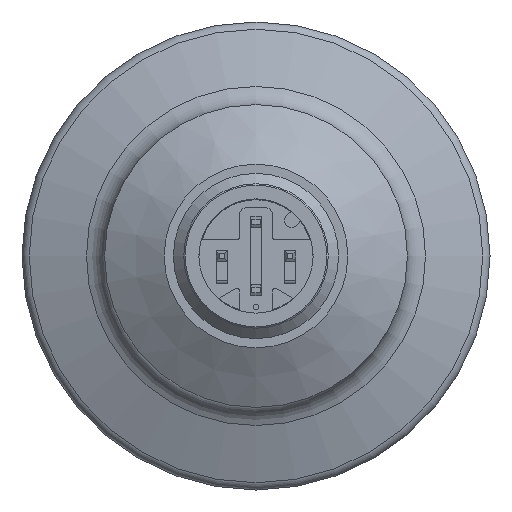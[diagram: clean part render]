
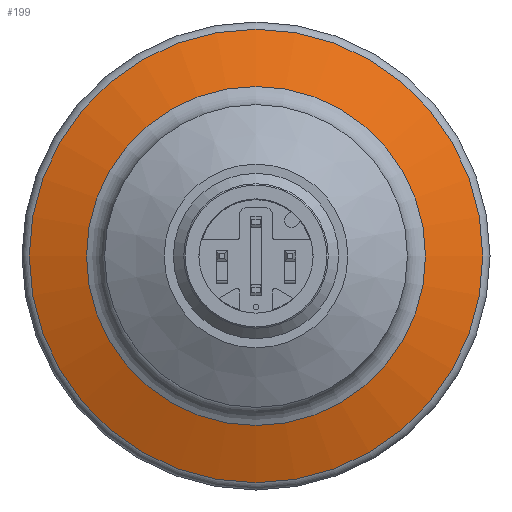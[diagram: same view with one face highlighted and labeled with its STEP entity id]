
A CAD part, front view. The second image highlights one B-rep face of the part: STEP entity #199.
In plain terms, the highlighted conical face has half-angle 70 degrees and reference radius 11 mm.
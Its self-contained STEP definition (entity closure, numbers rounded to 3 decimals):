
#199 = ADVANCED_FACE( '', ( #497, #498 ), #499, .T. );
#497 = FACE_BOUND( '', #919, .T. );
#498 = FACE_OUTER_BOUND( '', #920, .T. );
#499 = CONICAL_SURFACE( '', #921, 11., 1.222 );
#919 = EDGE_LOOP( '', ( #1467 ) );
#920 = EDGE_LOOP( '', ( #1468 ) );
#921 = AXIS2_PLACEMENT_3D( '', #1469, #1470, #1471 );
#1467 = ORIENTED_EDGE( '', *, *, #2530, .T. );
#1468 = ORIENTED_EDGE( '', *, *, #2531, .T. );
#1469 = CARTESIAN_POINT( '', ( 0., -7.234, 0. ) );
#1470 = DIRECTION( '', ( 0., 1., 0. ) );
#1471 = DIRECTION( '', ( 0., 0., -1. ) );
#2530 = EDGE_CURVE( '', #3059, #3059, #3060, .T. );
#2531 = EDGE_CURVE( '', #3061, #3061, #3062, .T. );
#3059 = VERTEX_POINT( '', #3796 );
#3060 = CIRCLE( '', #3797, 12.316 );
#3061 = VERTEX_POINT( '', #3798 );
#3062 = CIRCLE( '', #3799, 16.474 );
#3796 = CARTESIAN_POINT( '', ( 0., -6.755, -12.316 ) );
#3797 = AXIS2_PLACEMENT_3D( '', #4552, #4553, #4554 );
#3798 = CARTESIAN_POINT( '', ( 0., -5.242, 16.474 ) );
#3799 = AXIS2_PLACEMENT_3D( '', #4555, #4556, #4557 );
#4552 = CARTESIAN_POINT( '', ( 0., -6.755, 0. ) );
#4553 = DIRECTION( '', ( 0., 1., 0. ) );
#4554 = DIRECTION( '', ( 0., 0., -1. ) );
#4555 = CARTESIAN_POINT( '', ( 0., -5.242, 0. ) );
#4556 = DIRECTION( '', ( 0., -1., 0. ) );
#4557 = DIRECTION( '', ( 0., 0., 1. ) );
